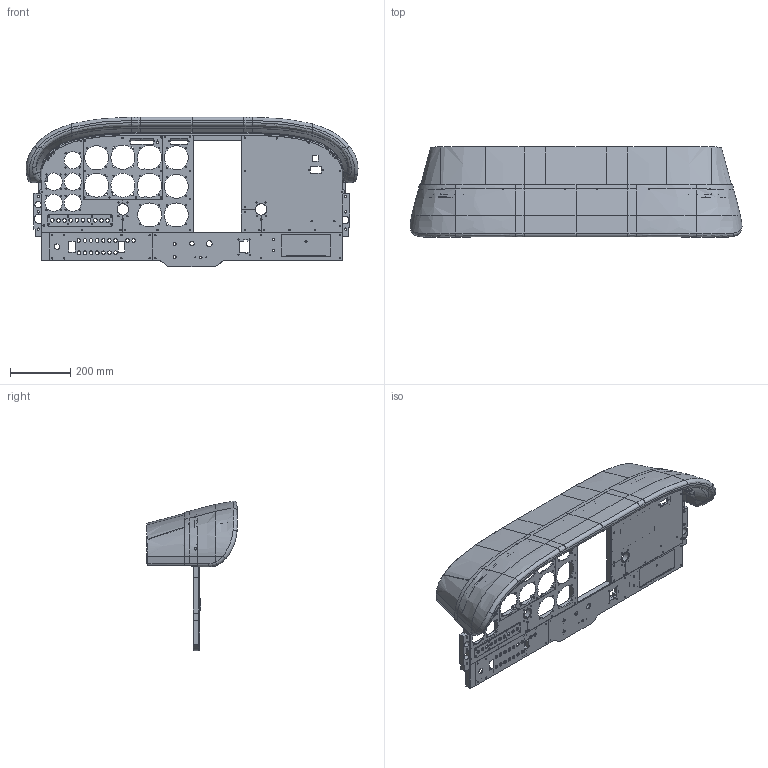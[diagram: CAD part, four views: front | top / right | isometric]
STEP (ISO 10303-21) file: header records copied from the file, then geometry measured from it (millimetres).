
FILE_DESCRIPTION(/* description */ (''),/* implementation_level */ '2;1');
FILE_NAME(/* name */ '2024-06-13 2A-1 Panel v275.step',/* time_stamp */ '2024-06-13T13:55:47-06:00',/* author */ (''),/* organization */ (''),/* preprocessor_version */ 'ST-DEVELOPER v20',/* originating_system */ 'Autodesk Translation Framework v13.14.0.145',/* authorisation */ '');
FILE_SCHEMA (('AUTOMOTIVE_DESIGN { 1 0 10303 214 3 1 1 }'));
Products named in the file (5): 2A-1 Panel; Instrument Panel; Panel Support; Glareshield; Glareshield LED System
Assembly tree (4 placements, depth 2):
  2A-1 Panel
    Instrument Panel
    Panel Support
    Glareshield
    Glareshield LED System
Bounding box: 1104.87 x 299.71 x 497.63 mm (x, y, z)
Volume: 8639267.2 mm3; surface area: 2836891.6 mm2
Topology: 35 solids, 35 shells, 2035 faces, 5727 edges, 3745 vertices
Faces by surface type: plane 780, bspline 634, cylinder 621
Full cylindrical faces by diameter (mm): 2.54 x4, 3 x59, 3.175 x8, 3.81 x55, 4 x21, 4.196 x1, 4.318 x128, 4.43 x2, 6.35 x1, 6.985 x1, 7.62 x6, 8 x7, 9 x8, 10 x2, 11 x2, 11.836 x16, 12.065 x10, 13.97 x2, 19.05 x2, 20 x2, 21.59 x1, 57.15 x5, 80.01 x3
Entity records: 102504 total; most frequent: CARTESIAN_POINT 52985, ORIENTED_EDGE 11462, DIRECTION 7741, EDGE_CURVE 5731, VERTEX_POINT 3745, EDGE_LOOP 2862, AXIS2_PLACEMENT_3D 2637, LINE 2467
